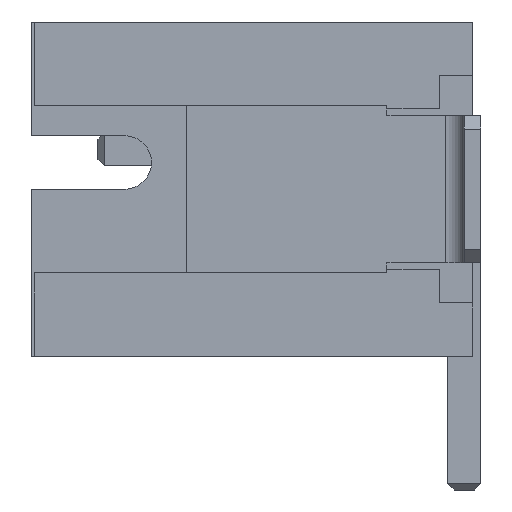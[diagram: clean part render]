
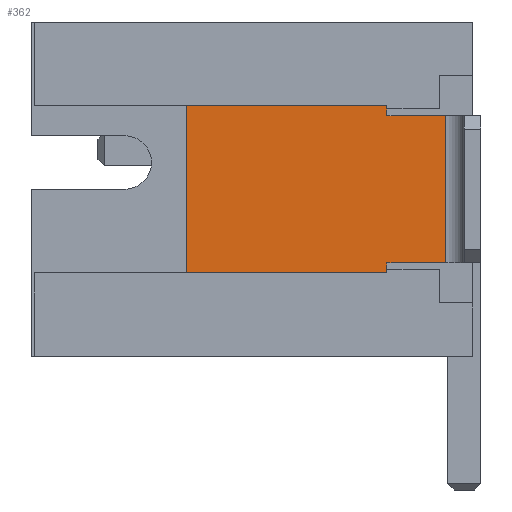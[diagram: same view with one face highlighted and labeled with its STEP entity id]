
A CAD part, left-side view. The second image highlights one B-rep face of the part: STEP entity #362.
In plain terms, the highlighted planar face has unit normal (-1, 0, 0).
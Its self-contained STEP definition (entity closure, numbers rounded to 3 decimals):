
#147 = LINE ( 'NONE', #5364, #5459 ) ;
#198 = CARTESIAN_POINT ( 'NONE',  ( 0.275, 1.405, 1.1 ) ) ;
#362 = ADVANCED_FACE ( 'NONE', ( #5187 ), #12475, .F. ) ;
#556 = EDGE_CURVE ( 'NONE', #2391, #2315, #1101, .T. ) ;
#644 = CARTESIAN_POINT ( 'NONE',  ( 0.275, 1.405, -1.25 ) ) ;
#710 = EDGE_CURVE ( 'NONE', #10455, #5826, #953, .T. ) ;
#855 = ORIENTED_EDGE ( 'NONE', *, *, #12845, .F. ) ;
#953 = LINE ( 'NONE', #9276, #7565 ) ;
#1101 = LINE ( 'NONE', #4284, #11071 ) ;
#1152 = EDGE_LOOP ( 'NONE', ( #11360, #4321, #10575, #10927, #4863, #855, #1745, #10392, #5894, #6318 ) ) ;
#1248 = VECTOR ( 'NONE', #7682, 1000. ) ;
#1432 = DIRECTION ( 'NONE',  ( 0., 0., -1. ) ) ;
#1609 = CARTESIAN_POINT ( 'NONE',  ( 0.275, 1.405, -1.25 ) ) ;
#1745 = ORIENTED_EDGE ( 'NONE', *, *, #556, .T. ) ;
#1778 = DIRECTION ( 'NONE',  ( 0., -1., 0. ) ) ;
#2277 = EDGE_CURVE ( 'NONE', #10557, #12569, #11158, .T. ) ;
#2315 = VERTEX_POINT ( 'NONE', #4081 ) ;
#2391 = VERTEX_POINT ( 'NONE', #5631 ) ;
#2887 = CARTESIAN_POINT ( 'NONE',  ( 0.275, 0.525, 1.1 ) ) ;
#3867 = CARTESIAN_POINT ( 'NONE',  ( 0.275, 1.405, -1.2 ) ) ;
#3886 = DIRECTION ( 'NONE',  ( 0., 0., 1. ) ) ;
#4081 = CARTESIAN_POINT ( 'NONE',  ( 0.275, 1.405, 1.2 ) ) ;
#4205 = VERTEX_POINT ( 'NONE', #3867 ) ;
#4284 = CARTESIAN_POINT ( 'NONE',  ( 0.275, 1.405, -1.25 ) ) ;
#4321 = ORIENTED_EDGE ( 'NONE', *, *, #7414, .T. ) ;
#4863 = ORIENTED_EDGE ( 'NONE', *, *, #6162, .F. ) ;
#5187 = FACE_OUTER_BOUND ( 'NONE', #1152, .T. ) ;
#5364 = CARTESIAN_POINT ( 'NONE',  ( 0.275, 1.405, -1.25 ) ) ;
#5459 = VECTOR ( 'NONE', #8459, 1000. ) ;
#5591 = DIRECTION ( 'NONE',  ( 1., 0., 0. ) ) ;
#5593 = VERTEX_POINT ( 'NONE', #12939 ) ;
#5631 = CARTESIAN_POINT ( 'NONE',  ( 0.275, 1.405, 1.1 ) ) ;
#5702 = CARTESIAN_POINT ( 'NONE',  ( 0.275, 4.405, -1.25 ) ) ;
#5816 = CARTESIAN_POINT ( 'NONE',  ( 0.275, 1.405, 1.25 ) ) ;
#5826 = VERTEX_POINT ( 'NONE', #5702 ) ;
#5889 = LINE ( 'NONE', #1609, #1248 ) ;
#5894 = ORIENTED_EDGE ( 'NONE', *, *, #9277, .T. ) ;
#6162 = EDGE_CURVE ( 'NONE', #9784, #12569, #7561, .T. ) ;
#6318 = ORIENTED_EDGE ( 'NONE', *, *, #710, .T. ) ;
#6396 = DIRECTION ( 'NONE',  ( 0., 0., 1. ) ) ;
#6538 = EDGE_CURVE ( 'NONE', #2315, #8407, #5889, .T. ) ;
#6584 = VECTOR ( 'NONE', #3886, 1000. ) ;
#6835 = LINE ( 'NONE', #5816, #12386 ) ;
#6943 = CARTESIAN_POINT ( 'NONE',  ( 0.275, 1.405, 1.25 ) ) ;
#7128 = VECTOR ( 'NONE', #1432, 1000. ) ;
#7414 = EDGE_CURVE ( 'NONE', #5593, #4205, #147, .T. ) ;
#7561 = LINE ( 'NONE', #12854, #7128 ) ;
#7565 = VECTOR ( 'NONE', #11407, 1000. ) ;
#7682 = DIRECTION ( 'NONE',  ( 0., 0., 1. ) ) ;
#7933 = DIRECTION ( 'NONE',  ( 0., -1., 0. ) ) ;
#8053 = EDGE_CURVE ( 'NONE', #4205, #10557, #11351, .T. ) ;
#8407 = VERTEX_POINT ( 'NONE', #6943 ) ;
#8435 = DIRECTION ( 'NONE',  ( 0., -1., 0. ) ) ;
#8459 = DIRECTION ( 'NONE',  ( 0., 0., 1. ) ) ;
#9276 = CARTESIAN_POINT ( 'NONE',  ( 0.275, 4.405, -1.25 ) ) ;
#9277 = EDGE_CURVE ( 'NONE', #8407, #10455, #6835, .T. ) ;
#9296 = CARTESIAN_POINT ( 'NONE',  ( 0.275, 1.405, -1.1 ) ) ;
#9301 = AXIS2_PLACEMENT_3D ( 'NONE', #12889, #5591, #9667 ) ;
#9547 = LINE ( 'NONE', #198, #12932 ) ;
#9667 = DIRECTION ( 'NONE',  ( 0., 0., -1. ) ) ;
#9784 = VERTEX_POINT ( 'NONE', #2887 ) ;
#10121 = CARTESIAN_POINT ( 'NONE',  ( 0.275, 1.405, -1.25 ) ) ;
#10392 = ORIENTED_EDGE ( 'NONE', *, *, #6538, .T. ) ;
#10455 = VERTEX_POINT ( 'NONE', #11726 ) ;
#10485 = VECTOR ( 'NONE', #1778, 1000. ) ;
#10557 = VERTEX_POINT ( 'NONE', #13083 ) ;
#10575 = ORIENTED_EDGE ( 'NONE', *, *, #8053, .T. ) ;
#10927 = ORIENTED_EDGE ( 'NONE', *, *, #2277, .T. ) ;
#11071 = VECTOR ( 'NONE', #6396, 1000. ) ;
#11158 = LINE ( 'NONE', #9296, #10485 ) ;
#11345 = CARTESIAN_POINT ( 'NONE',  ( 0.275, 0.525, -1.1 ) ) ;
#11351 = LINE ( 'NONE', #10121, #6584 ) ;
#11360 = ORIENTED_EDGE ( 'NONE', *, *, #11376, .T. ) ;
#11376 = EDGE_CURVE ( 'NONE', #5826, #5593, #12133, .T. ) ;
#11407 = DIRECTION ( 'NONE',  ( 0., 0., -1. ) ) ;
#11726 = CARTESIAN_POINT ( 'NONE',  ( 0.275, 4.405, 1.25 ) ) ;
#12133 = LINE ( 'NONE', #644, #12149 ) ;
#12149 = VECTOR ( 'NONE', #7933, 1000. ) ;
#12214 = DIRECTION ( 'NONE',  ( 0., 1., 0. ) ) ;
#12386 = VECTOR ( 'NONE', #12214, 1000. ) ;
#12475 = PLANE ( 'NONE',  #9301 ) ;
#12569 = VERTEX_POINT ( 'NONE', #11345 ) ;
#12845 = EDGE_CURVE ( 'NONE', #2391, #9784, #9547, .T. ) ;
#12854 = CARTESIAN_POINT ( 'NONE',  ( 0.275, 0.525, -1.1 ) ) ;
#12889 = CARTESIAN_POINT ( 'NONE',  ( 0.275, 0.125, -2.5 ) ) ;
#12932 = VECTOR ( 'NONE', #8435, 1000. ) ;
#12939 = CARTESIAN_POINT ( 'NONE',  ( 0.275, 1.405, -1.25 ) ) ;
#13083 = CARTESIAN_POINT ( 'NONE',  ( 0.275, 1.405, -1.1 ) ) ;
